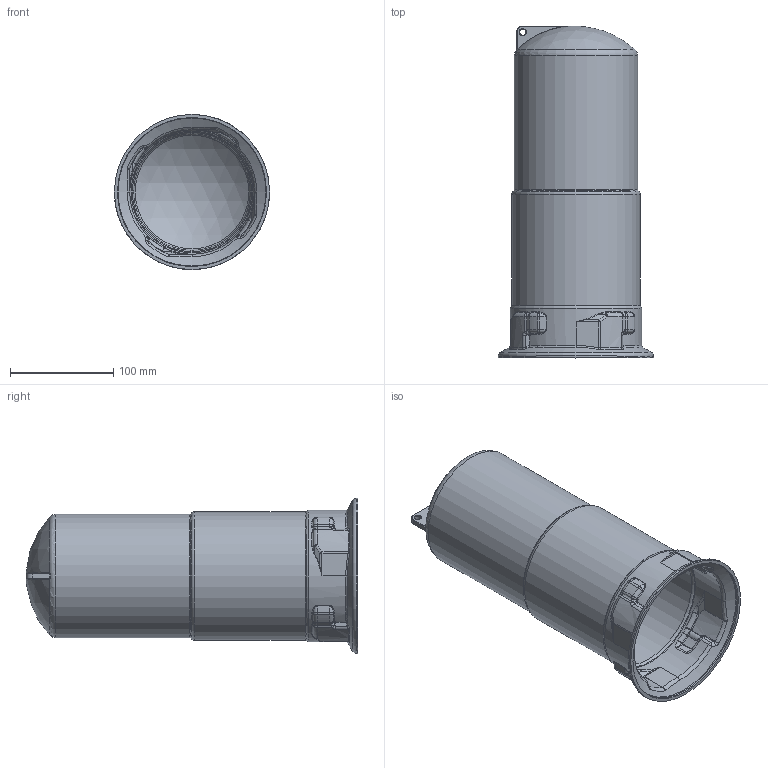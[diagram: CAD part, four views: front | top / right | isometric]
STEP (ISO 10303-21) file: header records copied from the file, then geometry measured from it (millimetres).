
FILE_DESCRIPTION(/* description */ ('Schutzkappe APL 1000 HD'),/* implementation_level */ '2;1');
FILE_NAME(/* name */ 'perma_ULTRA_Schutzkappe_Heavy_Duty.stp',/* time_stamp */ '2020-11-13T12:01:39+01:00',/* author */ ('002230'),/* organization */ (''),/* preprocessor_version */ 'ST-DEVELOPER v17',/* originating_system */ 'Autodesk Inventor 2019',/* authorisation */ '');
FILE_SCHEMA (('AUTOMOTIVE_DESIGN { 1 0 10303 214 3 1 1 }'));
Length unit declared in the file: millimetre
Products named in the file (1): ancapdd0
Bounding box: 150 x 320.7 x 150 mm (x, y, z)
Volume: 383173.3 mm3; surface area: 256300.5 mm2
Topology: 1 solids, 1 shells, 545 faces, 1257 edges, 701 vertices
Faces by surface type: bspline 206, cylinder 134, torus 94, sphere 70, plane 37, cone 4
Full cylindrical faces by diameter (mm): 6 x1, 113 x1, 118 x1, 119 x1, 121 x1, 124 x1, 127 x1, 144 x1, 150 x1
Entity records: 20050 total; most frequent: CARTESIAN_POINT 8707, ORIENTED_EDGE 2486, DIRECTION 2230, EDGE_CURVE 1243, AXIS2_PLACEMENT_3D 1019, VERTEX_POINT 701, CIRCLE 647, EDGE_LOOP 548
